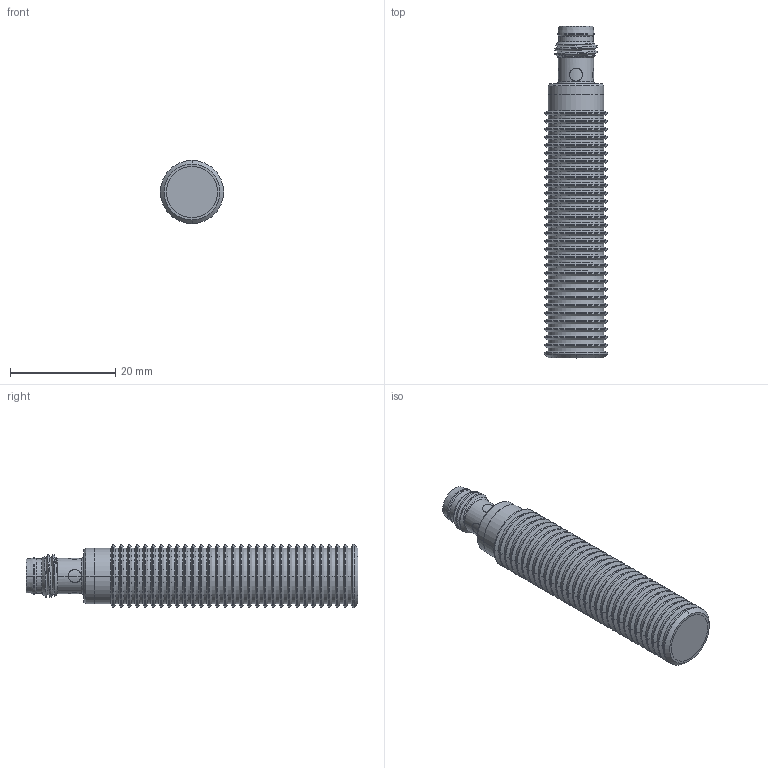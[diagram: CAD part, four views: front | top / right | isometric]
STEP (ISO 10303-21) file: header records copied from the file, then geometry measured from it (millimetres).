
FILE_DESCRIPTION(('STEP AP214'),'1');
FILE_NAME('cctmp_B523427F-C8A1-40D7-A141-0D86BE466062_2023_03_28_13_43_51_0728_8988..stp','2023-03-28T11:43:51',('KiM GmbH'),('CADClick - www.CADClick.com'),'Spatial InterOp 3D',' ','unknown authorization');
FILE_SCHEMA(('AUTOMOTIVE_DESIGN'));
Length unit declared in the file: millimetre
Products named in the file (6): NBB4-12GM50-E1-V3-RA; NBB4-12GM50-E1-V3-RA_4; NBB4-12GM50-E1-V3-RA_3; 2023_03_28_13_43_51_0725; NBB4-12GM50-E1-V3-RA_2; NBB4-12GM50-E1-V3-RA_1
Assembly tree (5 placements, depth 2):
  NBB4-12GM50-E1-V3-RA
    NBB4-12GM50-E1-V3-RA_4
    NBB4-12GM50-E1-V3-RA_3
    2023_03_28_13_43_51_0725
    NBB4-12GM50-E1-V3-RA_2
    NBB4-12GM50-E1-V3-RA_1
Bounding box: 12 x 63.01 x 12 mm (x, y, z)
Volume: 5186.5 mm3; surface area: 4653.6 mm2
Topology: 8 solids, 8 shells, 366 faces, 757 edges, 400 vertices
Faces by surface type: cylinder 180, cone 146, plane 22, torus 8, sphere 6, bspline 4
Full cylindrical faces by diameter (mm): 6 x1
Entity records: 13704 total; most frequent: CARTESIAN_POINT 2725, DIRECTION 1802, ORIENTED_EDGE 1486, EDGE_CURVE 743, AXIS2_PLACEMENT_3D 740, VERTEX_POINT 400, STYLED_ITEM 398, PRESENTATION_STYLE_ASSIGNMENT 398
